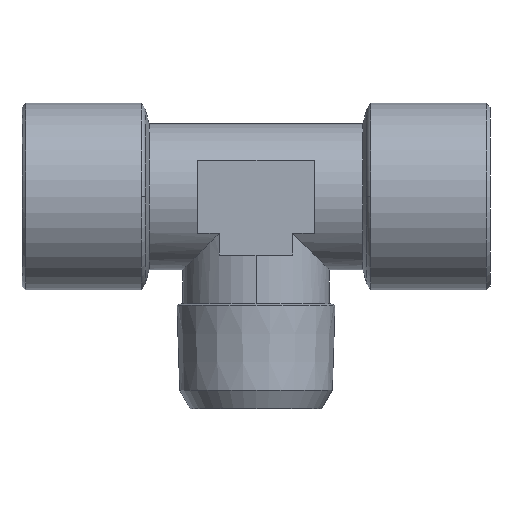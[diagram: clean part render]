
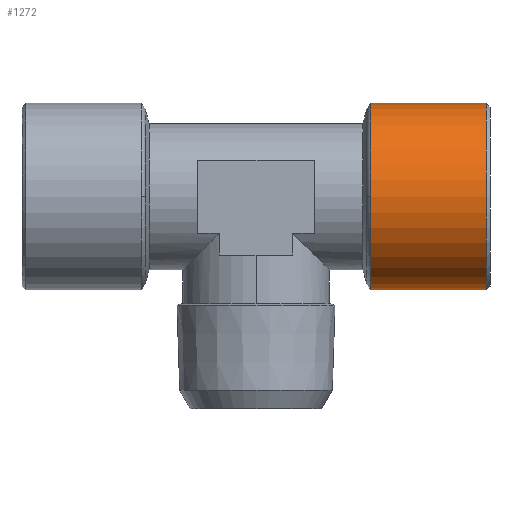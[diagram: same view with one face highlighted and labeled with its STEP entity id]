
A CAD part, front view. The second image highlights one B-rep face of the part: STEP entity #1272.
In plain terms, the highlighted cylindrical face has radius 12.75 mm (diameter 25.5 mm), a partial arc.
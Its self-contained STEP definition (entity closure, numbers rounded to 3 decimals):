
#62 = EDGE_LOOP ( 'NONE', ( #371, #520, #636, #1519, #1991 ) ) ;
#65 = CARTESIAN_POINT ( 'NONE',  ( -22.233, -147.362, -5.104 ) ) ;
#141 = CYLINDRICAL_SURFACE ( 'NONE', #1338, 12.75 ) ;
#143 = DIRECTION ( 'NONE',  ( 0., 0., 1. ) ) ;
#261 = VERTEX_POINT ( 'NONE', #1980 ) ;
#371 = ORIENTED_EDGE ( 'NONE', *, *, #1807, .F. ) ;
#475 = VECTOR ( 'NONE', #969, 1000. ) ;
#520 = ORIENTED_EDGE ( 'NONE', *, *, #1697, .T. ) ;
#545 = CARTESIAN_POINT ( 'NONE',  ( -22.233, -147.362, -30.604 ) ) ;
#606 = DIRECTION ( 'NONE',  ( 0., 0., 1. ) ) ;
#636 = ORIENTED_EDGE ( 'NONE', *, *, #1199, .T. ) ;
#662 = LINE ( 'NONE', #1303, #475 ) ;
#677 = DIRECTION ( 'NONE',  ( 0., 0., 1. ) ) ;
#761 = CIRCLE ( 'NONE', #1532, 12.75 ) ;
#794 = CARTESIAN_POINT ( 'NONE',  ( -38.021, -147.362, -17.854 ) ) ;
#813 = FACE_OUTER_BOUND ( 'NONE', #62, .T. ) ;
#823 = DIRECTION ( 'NONE',  ( -1., 0., 0. ) ) ;
#969 = DIRECTION ( 'NONE',  ( -1., 0., 0. ) ) ;
#1003 = DIRECTION ( 'NONE',  ( 0., 0., 1. ) ) ;
#1054 = DIRECTION ( 'NONE',  ( -1., 0., 0. ) ) ;
#1084 = EDGE_CURVE ( 'NONE', #261, #1159, #1249, .T. ) ;
#1137 = CARTESIAN_POINT ( 'NONE',  ( -22.233, -147.362, -30.604 ) ) ;
#1145 = CARTESIAN_POINT ( 'NONE',  ( -38.021, -160.112, -17.854 ) ) ;
#1159 = VERTEX_POINT ( 'NONE', #1145 ) ;
#1170 = CARTESIAN_POINT ( 'NONE',  ( -22.233, -147.362, -17.854 ) ) ;
#1175 = DIRECTION ( 'NONE',  ( -1., 0., 0. ) ) ;
#1195 = CIRCLE ( 'NONE', #1798, 12.75 ) ;
#1199 = EDGE_CURVE ( 'NONE', #1809, #1426, #662, .T. ) ;
#1249 = CIRCLE ( 'NONE', #1930, 12.75 ) ;
#1251 = CARTESIAN_POINT ( 'NONE',  ( -38.021, -147.362, -17.854 ) ) ;
#1272 = ADVANCED_FACE ( 'NONE', ( #813 ), #141, .T. ) ;
#1303 = CARTESIAN_POINT ( 'NONE',  ( -22.233, -147.362, -5.104 ) ) ;
#1338 = AXIS2_PLACEMENT_3D ( 'NONE', #1170, #1671, #1003 ) ;
#1426 = VERTEX_POINT ( 'NONE', #1696 ) ;
#1438 = DIRECTION ( 'NONE',  ( -1., 0., 0. ) ) ;
#1519 = ORIENTED_EDGE ( 'NONE', *, *, #1659, .F. ) ;
#1532 = AXIS2_PLACEMENT_3D ( 'NONE', #2019, #1175, #677 ) ;
#1659 = EDGE_CURVE ( 'NONE', #1159, #1426, #1195, .T. ) ;
#1671 = DIRECTION ( 'NONE',  ( -1., 0., 0. ) ) ;
#1682 = LINE ( 'NONE', #545, #1887 ) ;
#1696 = CARTESIAN_POINT ( 'NONE',  ( -38.021, -147.362, -5.104 ) ) ;
#1697 = EDGE_CURVE ( 'NONE', #1963, #1809, #761, .T. ) ;
#1798 = AXIS2_PLACEMENT_3D ( 'NONE', #794, #823, #143 ) ;
#1807 = EDGE_CURVE ( 'NONE', #1963, #261, #1682, .T. ) ;
#1809 = VERTEX_POINT ( 'NONE', #65 ) ;
#1887 = VECTOR ( 'NONE', #1054, 1000. ) ;
#1930 = AXIS2_PLACEMENT_3D ( 'NONE', #1251, #1438, #606 ) ;
#1963 = VERTEX_POINT ( 'NONE', #1137 ) ;
#1980 = CARTESIAN_POINT ( 'NONE',  ( -38.021, -147.362, -30.604 ) ) ;
#1991 = ORIENTED_EDGE ( 'NONE', *, *, #1084, .F. ) ;
#2019 = CARTESIAN_POINT ( 'NONE',  ( -22.233, -147.362, -17.854 ) ) ;
